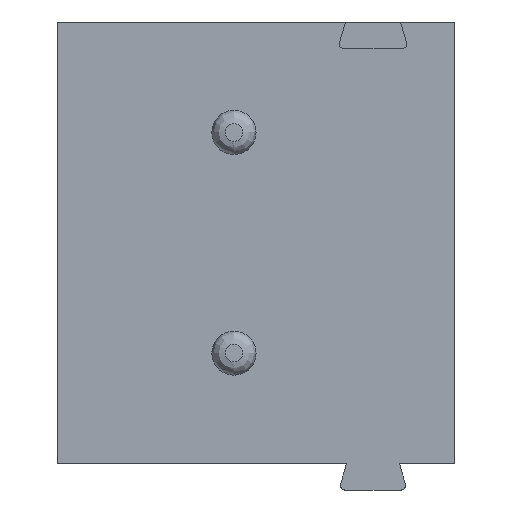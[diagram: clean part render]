
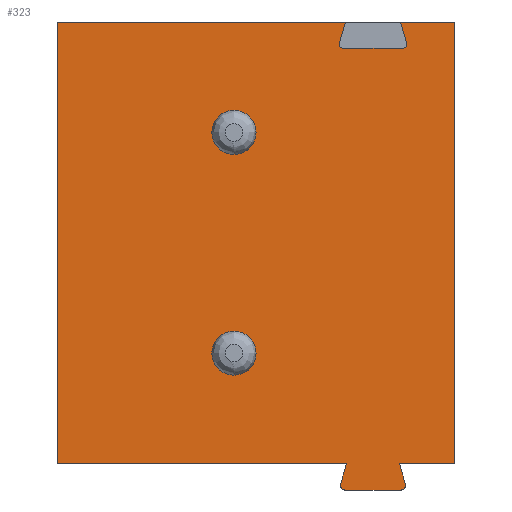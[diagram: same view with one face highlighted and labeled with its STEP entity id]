
A CAD part, front view. The second image highlights one B-rep face of the part: STEP entity #323.
In plain terms, the highlighted planar face has unit normal (0, -1, 0).
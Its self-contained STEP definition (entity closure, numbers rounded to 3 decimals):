
#153=FACE_BOUND('',#1553,.T.);
#154=FACE_BOUND('',#1554,.T.);
#155=FACE_BOUND('',#1555,.T.);
#247=CIRCLE('',#8557,0.1);
#248=CIRCLE('',#8560,0.1);
#249=CIRCLE('',#8563,0.5);
#250=CIRCLE('',#8567,0.1);
#251=CIRCLE('',#8568,0.1);
#252=CIRCLE('',#8569,0.5);
#323=ADVANCED_FACE('',(#153,#154,#155),#732,.T.);
#732=PLANE('',#8570);
#1553=EDGE_LOOP('',(#2122));
#1554=EDGE_LOOP('',(#2123,#2124,#2125,#2126,#2127,#2128,#2129,#2130,#2131,
#2132,#2133,#2134,#2135,#2136,#2137,#2138));
#1555=EDGE_LOOP('',(#2139));
#2122=ORIENTED_EDGE('',*,*,#5196,.T.);
#2123=ORIENTED_EDGE('',*,*,#5207,.T.);
#2124=ORIENTED_EDGE('',*,*,#5208,.F.);
#2125=ORIENTED_EDGE('',*,*,#5209,.F.);
#2126=ORIENTED_EDGE('',*,*,#5210,.F.);
#2127=ORIENTED_EDGE('',*,*,#5211,.F.);
#2128=ORIENTED_EDGE('',*,*,#5212,.F.);
#2129=ORIENTED_EDGE('',*,*,#5213,.F.);
#2130=ORIENTED_EDGE('',*,*,#5214,.F.);
#2131=ORIENTED_EDGE('',*,*,#5215,.F.);
#2132=ORIENTED_EDGE('',*,*,#5199,.T.);
#2133=ORIENTED_EDGE('',*,*,#5194,.T.);
#2134=ORIENTED_EDGE('',*,*,#5193,.T.);
#2135=ORIENTED_EDGE('',*,*,#5191,.T.);
#2136=ORIENTED_EDGE('',*,*,#5189,.T.);
#2137=ORIENTED_EDGE('',*,*,#5185,.T.);
#2138=ORIENTED_EDGE('',*,*,#5198,.T.);
#2139=ORIENTED_EDGE('',*,*,#5216,.T.);
#4377=VERTEX_POINT('',#11337);
#4378=VERTEX_POINT('',#11338);
#4379=VERTEX_POINT('',#11343);
#4380=VERTEX_POINT('',#11347);
#4381=VERTEX_POINT('',#11351);
#4382=VERTEX_POINT('',#11355);
#4383=VERTEX_POINT('',#11359);
#4384=VERTEX_POINT('',#11362);
#4386=VERTEX_POINT('',#11366);
#4392=VERTEX_POINT('',#11382);
#4393=VERTEX_POINT('',#11384);
#4394=VERTEX_POINT('',#11386);
#4395=VERTEX_POINT('',#11388);
#4396=VERTEX_POINT('',#11390);
#4397=VERTEX_POINT('',#11392);
#4398=VERTEX_POINT('',#11394);
#4399=VERTEX_POINT('',#11396);
#4400=VERTEX_POINT('',#11399);
#5185=EDGE_CURVE('',#4377,#4378,#6330,.T.);
#5189=EDGE_CURVE('',#4379,#4377,#247,.T.);
#5191=EDGE_CURVE('',#4380,#4379,#6335,.T.);
#5193=EDGE_CURVE('',#4381,#4380,#248,.T.);
#5194=EDGE_CURVE('',#4382,#4381,#6337,.T.);
#5196=EDGE_CURVE('',#4383,#4383,#249,.T.);
#5198=EDGE_CURVE('',#4378,#4384,#6340,.T.);
#5199=EDGE_CURVE('',#4386,#4382,#6341,.T.);
#5207=EDGE_CURVE('',#4384,#4392,#6349,.T.);
#5208=EDGE_CURVE('',#4393,#4392,#6350,.T.);
#5209=EDGE_CURVE('',#4394,#4393,#6351,.T.);
#5210=EDGE_CURVE('',#4395,#4394,#250,.T.);
#5211=EDGE_CURVE('',#4396,#4395,#6352,.T.);
#5212=EDGE_CURVE('',#4397,#4396,#251,.T.);
#5213=EDGE_CURVE('',#4398,#4397,#6353,.T.);
#5214=EDGE_CURVE('',#4399,#4398,#6354,.T.);
#5215=EDGE_CURVE('',#4386,#4399,#6355,.T.);
#5216=EDGE_CURVE('',#4400,#4400,#252,.T.);
#6330=LINE('',#11336,#7430);
#6335=LINE('',#11348,#7435);
#6337=LINE('',#11354,#7437);
#6340=LINE('',#11364,#7440);
#6341=LINE('',#11365,#7441);
#6349=LINE('',#11381,#7449);
#6350=LINE('',#11383,#7450);
#6351=LINE('',#11385,#7451);
#6352=LINE('',#11389,#7452);
#6353=LINE('',#11393,#7453);
#6354=LINE('',#11395,#7454);
#6355=LINE('',#11397,#7455);
#7430=VECTOR('',#9140,1.);
#7435=VECTOR('',#9151,1.);
#7437=VECTOR('',#9159,1.);
#7440=VECTOR('',#9168,1.);
#7441=VECTOR('',#9169,1.);
#7449=VECTOR('',#9181,1.);
#7450=VECTOR('',#9182,1.);
#7451=VECTOR('',#9183,1.);
#7452=VECTOR('',#9186,1.);
#7453=VECTOR('',#9189,1.);
#7454=VECTOR('',#9190,1.);
#7455=VECTOR('',#9191,1.);
#8557=AXIS2_PLACEMENT_3D('',#11344,#9146,#9147);
#8560=AXIS2_PLACEMENT_3D('',#11352,#9155,#9156);
#8563=AXIS2_PLACEMENT_3D('',#11358,#9163,#9164);
#8567=AXIS2_PLACEMENT_3D('',#11387,#9184,#9185);
#8568=AXIS2_PLACEMENT_3D('',#11391,#9187,#9188);
#8569=AXIS2_PLACEMENT_3D('',#11398,#9192,#9193);
#8570=AXIS2_PLACEMENT_3D('',#11400,#9194,#9195);
#9140=DIRECTION('',(-0.276,0.,0.961));
#9146=DIRECTION('',(0.,-1.,0.));
#9147=DIRECTION('',(0.,0.,-1.));
#9151=DIRECTION('',(1.,0.,0.));
#9155=DIRECTION('',(0.,-1.,0.));
#9156=DIRECTION('',(-0.961,0.,0.276));
#9159=DIRECTION('',(-0.276,0.,-0.961));
#9163=DIRECTION('',(0.,1.,0.));
#9164=DIRECTION('',(0.,0.,-1.));
#9168=DIRECTION('',(1.,0.,0.));
#9169=DIRECTION('',(1.,0.,0.));
#9181=DIRECTION('',(0.,0.,1.));
#9182=DIRECTION('',(1.,0.,0.));
#9183=DIRECTION('',(-0.276,0.,0.961));
#9184=DIRECTION('',(0.,-1.,0.));
#9185=DIRECTION('',(0.,0.,-1.));
#9186=DIRECTION('',(1.,0.,0.));
#9187=DIRECTION('',(0.,-1.,0.));
#9188=DIRECTION('',(0.,0.,-1.));
#9189=DIRECTION('',(-0.276,0.,-0.961));
#9190=DIRECTION('',(1.,0.,0.));
#9191=DIRECTION('',(0.,0.,1.));
#9192=DIRECTION('',(0.,1.,0.));
#9193=DIRECTION('',(0.,0.,-1.));
#9194=DIRECTION('',(0.,-1.,0.));
#9195=DIRECTION('',(-1.,0.,0.));
#11336=CARTESIAN_POINT('',(7.885,0.,31.028));
#11337=CARTESIAN_POINT('',(7.885,0.,31.028));
#11338=CARTESIAN_POINT('',(7.75,0.,31.5));
#11343=CARTESIAN_POINT('',(7.789,0.,30.9));
#11344=CARTESIAN_POINT('',(7.789,0.,31.));
#11347=CARTESIAN_POINT('',(6.511,0.,30.9));
#11348=CARTESIAN_POINT('',(6.511,0.,30.9));
#11351=CARTESIAN_POINT('',(6.415,0.,31.028));
#11352=CARTESIAN_POINT('',(6.511,0.,31.));
#11354=CARTESIAN_POINT('',(6.55,0.,31.5));
#11355=CARTESIAN_POINT('',(6.55,0.,31.5));
#11358=CARTESIAN_POINT('',(4.,0.,34.));
#11359=CARTESIAN_POINT('',(4.,0.,33.5));
#11362=CARTESIAN_POINT('',(9.,0.,31.5));
#11364=CARTESIAN_POINT('',(7.75,0.,31.5));
#11365=CARTESIAN_POINT('',(0.,0.,31.5));
#11366=CARTESIAN_POINT('',(0.,0.,31.5));
#11381=CARTESIAN_POINT('',(9.,0.,31.5));
#11382=CARTESIAN_POINT('',(9.,0.,41.5));
#11383=CARTESIAN_POINT('',(7.775,0.,41.5));
#11384=CARTESIAN_POINT('',(7.775,0.,41.5));
#11385=CARTESIAN_POINT('',(7.91,0.,41.028));
#11386=CARTESIAN_POINT('',(7.91,0.,41.028));
#11387=CARTESIAN_POINT('',(7.814,0.,41.));
#11388=CARTESIAN_POINT('',(7.814,0.,40.9));
#11389=CARTESIAN_POINT('',(0.,0.,40.9));
#11390=CARTESIAN_POINT('',(6.486,0.,40.9));
#11391=CARTESIAN_POINT('',(6.486,0.,41.));
#11392=CARTESIAN_POINT('',(6.39,0.,41.028));
#11393=CARTESIAN_POINT('',(6.525,0.,41.5));
#11394=CARTESIAN_POINT('',(6.525,0.,41.5));
#11395=CARTESIAN_POINT('',(0.,0.,41.5));
#11396=CARTESIAN_POINT('',(0.,0.,41.5));
#11397=CARTESIAN_POINT('',(0.,0.,31.5));
#11398=CARTESIAN_POINT('',(4.,0.,39.));
#11399=CARTESIAN_POINT('',(4.,0.,38.5));
#11400=CARTESIAN_POINT('',(0.,0.,31.5));
